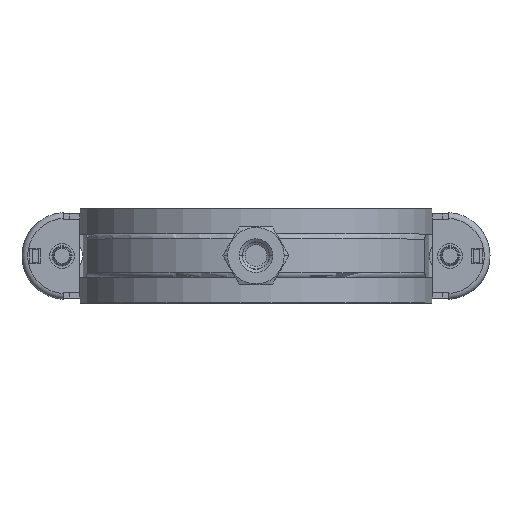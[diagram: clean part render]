
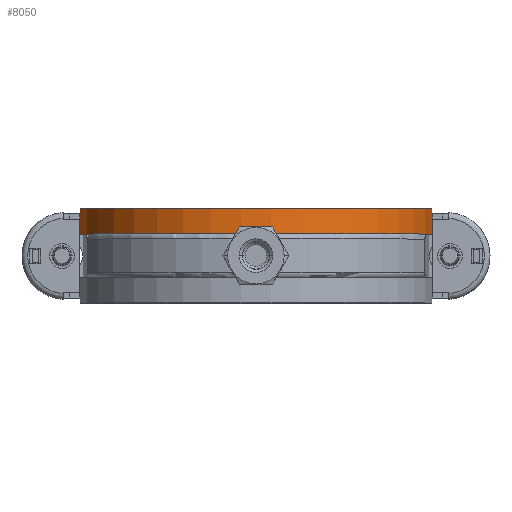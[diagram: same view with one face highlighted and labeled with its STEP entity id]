
A CAD part, top view. The second image highlights one B-rep face of the part: STEP entity #8050.
In plain terms, the highlighted cylindrical face has radius 52.75 mm (diameter 105.5 mm), a partial arc.
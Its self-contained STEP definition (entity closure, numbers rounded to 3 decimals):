
#7992=CARTESIAN_POINT('',(103.146,138.649,-14.0));
#7993=VERTEX_POINT('',#7992);
#8000=CARTESIAN_POINT('',(207.723,138.649,-14.0));
#8001=VERTEX_POINT('',#8000);
#8002=CARTESIAN_POINT('',(155.435,131.687,-14.0));
#8003=DIRECTION('',(0.0,0.0,1.0));
#8004=DIRECTION('',(1.0,0.0,0.0));
#8005=AXIS2_PLACEMENT_3D('',#8002,#8003,#8004);
#8006=CIRCLE('',#8005,52.75);
#8007=EDGE_CURVE('',#8001,#7993,#8006,.T.);
#8019=CARTESIAN_POINT('',(155.435,131.687,-10.25));
#8020=DIRECTION('',(0.0,0.0,1.0));
#8021=DIRECTION('',(1.0,0.0,0.0));
#8022=AXIS2_PLACEMENT_3D('',#8019,#8020,#8021);
#8023=CYLINDRICAL_SURFACE('',#8022,52.75);
#8024=CARTESIAN_POINT('',(103.146,138.649,-6.5));
#8025=VERTEX_POINT('',#8024);
#8026=CARTESIAN_POINT('',(103.146,138.649,-14.0));
#8027=DIRECTION('',(0.0,0.0,1.0));
#8028=VECTOR('',#8027,7.5);
#8029=LINE('',#8026,#8028);
#8030=EDGE_CURVE('',#7993,#8025,#8029,.T.);
#8031=ORIENTED_EDGE('',*,*,#8030,.T.);
#8032=CARTESIAN_POINT('',(207.723,138.649,-6.5));
#8033=VERTEX_POINT('',#8032);
#8034=CARTESIAN_POINT('',(155.435,131.687,-6.5));
#8035=DIRECTION('',(0.0,0.0,1.0));
#8036=DIRECTION('',(1.0,0.0,0.0));
#8037=AXIS2_PLACEMENT_3D('',#8034,#8035,#8036);
#8038=CIRCLE('',#8037,52.75);
#8039=EDGE_CURVE('',#8033,#8025,#8038,.T.);
#8040=ORIENTED_EDGE('',*,*,#8039,.F.);
#8041=CARTESIAN_POINT('',(207.723,138.649,-14.0));
#8042=DIRECTION('',(0.0,0.0,1.0));
#8043=VECTOR('',#8042,7.5);
#8044=LINE('',#8041,#8043);
#8045=EDGE_CURVE('',#8001,#8033,#8044,.T.);
#8046=ORIENTED_EDGE('',*,*,#8045,.F.);
#8047=ORIENTED_EDGE('',*,*,#8007,.T.);
#8048=EDGE_LOOP('',(#8031,#8040,#8046,#8047));
#8049=FACE_OUTER_BOUND('',#8048,.T.);
#8050=ADVANCED_FACE('',(#8049),#8023,.T.);
